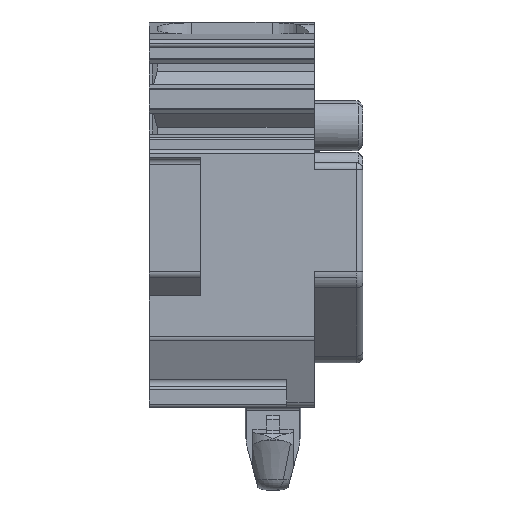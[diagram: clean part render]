
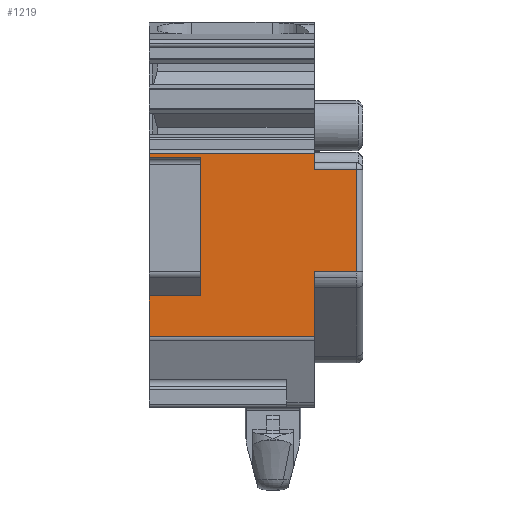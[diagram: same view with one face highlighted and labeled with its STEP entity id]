
A CAD part, front view. The second image highlights one B-rep face of the part: STEP entity #1219.
In plain terms, the highlighted planar face has unit normal (0, -1, 0).
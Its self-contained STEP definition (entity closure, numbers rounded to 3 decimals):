
#1142=AXIS2_PLACEMENT_3D('Plane Axis2P3D',#1139,#1140,#1141) ;
#41=CARTESIAN_POINT('Vertex',(0.,0.,20.502)) ;
#57=CARTESIAN_POINT('Vertex',(3.2,0.,20.502)) ;
#60=CARTESIAN_POINT('Line Origine',(1.6,0.,20.502)) ;
#441=CARTESIAN_POINT('Line Origine',(0.,0.,20.627)) ;
#445=CARTESIAN_POINT('Vertex',(0.,0.,20.752)) ;
#960=CARTESIAN_POINT('Line Origine',(3.2,0.,16.244)) ;
#964=CARTESIAN_POINT('Vertex',(3.2,0.,11.985)) ;
#1139=CARTESIAN_POINT('Axis2P3D Location',(10.2,0.,9.466)) ;
#1144=CARTESIAN_POINT('Line Origine',(10.2,0.,11.475)) ;
#1148=CARTESIAN_POINT('Vertex',(10.2,0.,9.466)) ;
#1150=CARTESIAN_POINT('Vertex',(10.2,0.,13.484)) ;
#1153=CARTESIAN_POINT('Line Origine',(11.5,0.,13.484)) ;
#1157=CARTESIAN_POINT('Vertex',(12.8,0.,13.484)) ;
#1160=CARTESIAN_POINT('Line Origine',(12.8,0.,16.643)) ;
#1164=CARTESIAN_POINT('Vertex',(12.8,0.,19.802)) ;
#1167=CARTESIAN_POINT('Line Origine',(11.5,0.,19.802)) ;
#1171=CARTESIAN_POINT('Vertex',(10.2,0.,19.802)) ;
#1174=CARTESIAN_POINT('Line Origine',(10.2,0.,20.277)) ;
#1178=CARTESIAN_POINT('Vertex',(10.2,0.,20.752)) ;
#1181=CARTESIAN_POINT('Line Origine',(5.1,0.,20.752)) ;
#1186=CARTESIAN_POINT('Line Origine',(1.6,0.,11.985)) ;
#1190=CARTESIAN_POINT('Vertex',(0.,0.,11.985)) ;
#1193=CARTESIAN_POINT('Line Origine',(0.,0.,10.725)) ;
#1197=CARTESIAN_POINT('Vertex',(0.,0.,9.466)) ;
#1200=CARTESIAN_POINT('Line Origine',(5.1,0.,9.466)) ;
#61=DIRECTION('Vector Direction',(-1.,0.,0.)) ;
#442=DIRECTION('Vector Direction',(0.,0.,1.)) ;
#961=DIRECTION('Vector Direction',(0.,0.,1.)) ;
#1140=DIRECTION('Axis2P3D Direction',(0.,1.,-0.)) ;
#1141=DIRECTION('Axis2P3D XDirection',(0.,0.,1.)) ;
#1145=DIRECTION('Vector Direction',(0.,0.,1.)) ;
#1154=DIRECTION('Vector Direction',(1.,0.,0.)) ;
#1161=DIRECTION('Vector Direction',(0.,0.,-1.)) ;
#1168=DIRECTION('Vector Direction',(-1.,0.,0.)) ;
#1175=DIRECTION('Vector Direction',(0.,0.,1.)) ;
#1182=DIRECTION('Vector Direction',(-1.,0.,0.)) ;
#1187=DIRECTION('Vector Direction',(-1.,0.,0.)) ;
#1194=DIRECTION('Vector Direction',(0.,0.,1.)) ;
#1201=DIRECTION('Vector Direction',(1.,0.,0.)) ;
#62=VECTOR('Line Direction',#61,1.) ;
#443=VECTOR('Line Direction',#442,1.) ;
#962=VECTOR('Line Direction',#961,1.) ;
#1146=VECTOR('Line Direction',#1145,1.) ;
#1155=VECTOR('Line Direction',#1154,1.) ;
#1162=VECTOR('Line Direction',#1161,1.) ;
#1169=VECTOR('Line Direction',#1168,1.) ;
#1176=VECTOR('Line Direction',#1175,1.) ;
#1183=VECTOR('Line Direction',#1182,1.) ;
#1188=VECTOR('Line Direction',#1187,1.) ;
#1195=VECTOR('Line Direction',#1194,1.) ;
#1202=VECTOR('Line Direction',#1201,1.) ;
#1206=ORIENTED_EDGE('',*,*,#1152,.T.) ;
#1207=ORIENTED_EDGE('',*,*,#1159,.T.) ;
#1208=ORIENTED_EDGE('',*,*,#1166,.T.) ;
#1209=ORIENTED_EDGE('',*,*,#1173,.T.) ;
#1210=ORIENTED_EDGE('',*,*,#1180,.T.) ;
#1211=ORIENTED_EDGE('',*,*,#1185,.T.) ;
#1212=ORIENTED_EDGE('',*,*,#447,.F.) ;
#1213=ORIENTED_EDGE('',*,*,#64,.F.) ;
#1214=ORIENTED_EDGE('',*,*,#966,.F.) ;
#1215=ORIENTED_EDGE('',*,*,#1192,.T.) ;
#1216=ORIENTED_EDGE('',*,*,#1199,.F.) ;
#1217=ORIENTED_EDGE('',*,*,#1204,.T.) ;
#1219=ADVANCED_FACE('MLD',(#1218),#1143,.F.) ;
#64=EDGE_CURVE('',#58,#42,#63,.T.) ;
#447=EDGE_CURVE('',#42,#446,#444,.T.) ;
#966=EDGE_CURVE('',#965,#58,#963,.T.) ;
#1152=EDGE_CURVE('',#1149,#1151,#1147,.T.) ;
#1159=EDGE_CURVE('',#1151,#1158,#1156,.T.) ;
#1166=EDGE_CURVE('',#1158,#1165,#1163,.F.) ;
#1173=EDGE_CURVE('',#1165,#1172,#1170,.T.) ;
#1180=EDGE_CURVE('',#1172,#1179,#1177,.T.) ;
#1185=EDGE_CURVE('',#1179,#446,#1184,.T.) ;
#1192=EDGE_CURVE('',#965,#1191,#1189,.T.) ;
#1199=EDGE_CURVE('',#1198,#1191,#1196,.T.) ;
#1204=EDGE_CURVE('',#1198,#1149,#1203,.T.) ;
#1205=EDGE_LOOP('',(#1206,#1207,#1208,#1209,#1210,#1211,#1212,#1213,#1214,#1215,#1216,#1217)) ;
#1218=FACE_OUTER_BOUND('',#1205,.T.) ;
#63=LINE('Line',#60,#62) ;
#444=LINE('Line',#441,#443) ;
#963=LINE('Line',#960,#962) ;
#1147=LINE('Line',#1144,#1146) ;
#1156=LINE('Line',#1153,#1155) ;
#1163=LINE('Line',#1160,#1162) ;
#1170=LINE('Line',#1167,#1169) ;
#1177=LINE('Line',#1174,#1176) ;
#1184=LINE('Line',#1181,#1183) ;
#1189=LINE('Line',#1186,#1188) ;
#1196=LINE('Line',#1193,#1195) ;
#1203=LINE('Line',#1200,#1202) ;
#1143=PLANE('',#1142) ;
#42=VERTEX_POINT('',#41) ;
#58=VERTEX_POINT('',#57) ;
#446=VERTEX_POINT('',#445) ;
#965=VERTEX_POINT('',#964) ;
#1149=VERTEX_POINT('',#1148) ;
#1151=VERTEX_POINT('',#1150) ;
#1158=VERTEX_POINT('',#1157) ;
#1165=VERTEX_POINT('',#1164) ;
#1172=VERTEX_POINT('',#1171) ;
#1179=VERTEX_POINT('',#1178) ;
#1191=VERTEX_POINT('',#1190) ;
#1198=VERTEX_POINT('',#1197) ;
